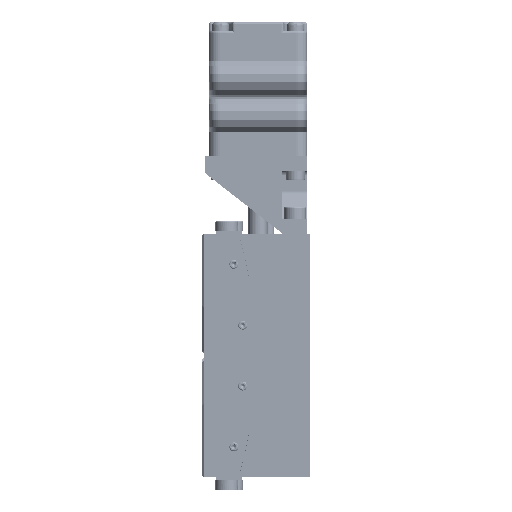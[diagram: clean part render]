
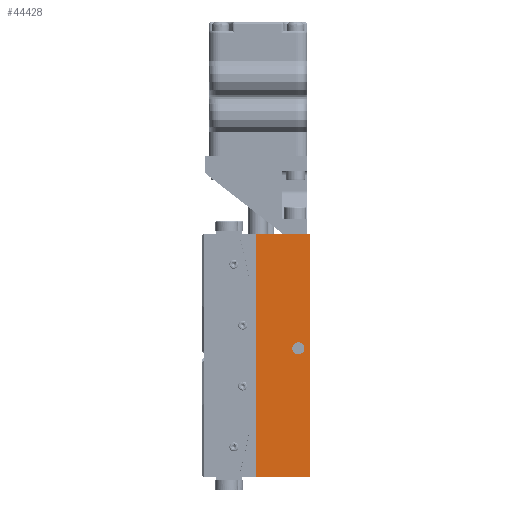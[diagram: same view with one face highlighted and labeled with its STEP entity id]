
A CAD part, left-side view. The second image highlights one B-rep face of the part: STEP entity #44428.
In plain terms, the highlighted planar face has unit normal (-1, 0, 0).
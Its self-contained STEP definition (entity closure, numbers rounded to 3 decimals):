
#2134 = AXIS2_PLACEMENT_3D ( 'NONE', #36394, #68477, #3278 ) ;
#2566 = DIRECTION ( 'NONE',  ( 0., -1., 0. ) ) ;
#3278 = DIRECTION ( 'NONE',  ( 0., 0., -1. ) ) ;
#3452 = DIRECTION ( 'NONE',  ( 0., -1., 0. ) ) ;
#4306 = FACE_OUTER_BOUND ( 'NONE', #8933, .T. ) ;
#5075 = DIRECTION ( 'NONE',  ( 0., 0., -1. ) ) ;
#7140 = CARTESIAN_POINT ( 'NONE',  ( 0., 11., 50. ) ) ;
#8416 = VERTEX_POINT ( 'NONE', #7140 ) ;
#8933 = EDGE_LOOP ( 'NONE', ( #70257, #53282, #69380, #57539 ) ) ;
#10457 = VERTEX_POINT ( 'NONE', #86422 ) ;
#10812 = CARTESIAN_POINT ( 'NONE',  ( 0., 11., 50. ) ) ;
#11363 = DIRECTION ( 'NONE',  ( 0., 0., -1. ) ) ;
#13245 = VECTOR ( 'NONE', #2566, 1000. ) ;
#17513 = DIRECTION ( 'NONE',  ( -1., 0., 0. ) ) ;
#19145 = VECTOR ( 'NONE', #11363, 1000. ) ;
#19606 = DIRECTION ( 'NONE',  ( 0., 0., 1. ) ) ;
#21087 = EDGE_CURVE ( 'NONE', #76338, #10457, #44031, .T. ) ;
#24104 = VECTOR ( 'NONE', #5075, 1000. ) ;
#27645 = CARTESIAN_POINT ( 'NONE',  ( 0., 2.3, 26.5 ) ) ;
#31739 = LINE ( 'NONE', #77131, #24104 ) ;
#35350 = FACE_BOUND ( 'NONE', #85445, .T. ) ;
#36394 = CARTESIAN_POINT ( 'NONE',  ( 0., 11., 50. ) ) ;
#36766 = EDGE_CURVE ( 'NONE', #8416, #66805, #75521, .T. ) ;
#37541 = AXIS2_PLACEMENT_3D ( 'NONE', #27645, #52352, #82827 ) ;
#37845 = ORIENTED_EDGE ( 'NONE', *, *, #56863, .F. ) ;
#40938 = CIRCLE ( 'NONE', #37541, 1.25 ) ;
#42553 = CARTESIAN_POINT ( 'NONE',  ( 0., 11., 0. ) ) ;
#44031 = CIRCLE ( 'NONE', #67519, 1.25 ) ;
#44428 = ADVANCED_FACE ( 'NONE', ( #35350, #4306 ), #101001, .F. ) ;
#44497 = CARTESIAN_POINT ( 'NONE',  ( 0., 11., 50. ) ) ;
#46060 = EDGE_CURVE ( 'NONE', #56454, #60429, #31739, .T. ) ;
#52352 = DIRECTION ( 'NONE',  ( -1., 0., 0. ) ) ;
#53282 = ORIENTED_EDGE ( 'NONE', *, *, #46060, .F. ) ;
#53575 = CARTESIAN_POINT ( 'NONE',  ( 0., 2.3, 25.25 ) ) ;
#56454 = VERTEX_POINT ( 'NONE', #94414 ) ;
#56863 = EDGE_CURVE ( 'NONE', #10457, #76338, #40938, .T. ) ;
#57539 = ORIENTED_EDGE ( 'NONE', *, *, #36766, .T. ) ;
#58334 = LINE ( 'NONE', #42553, #13245 ) ;
#58605 = ORIENTED_EDGE ( 'NONE', *, *, #21087, .F. ) ;
#60429 = VERTEX_POINT ( 'NONE', #78753 ) ;
#66805 = VERTEX_POINT ( 'NONE', #82172 ) ;
#66959 = CARTESIAN_POINT ( 'NONE',  ( 0., 2.3, 26.5 ) ) ;
#67519 = AXIS2_PLACEMENT_3D ( 'NONE', #66959, #17513, #19606 ) ;
#68477 = DIRECTION ( 'NONE',  ( 1., 0., 0. ) ) ;
#69380 = ORIENTED_EDGE ( 'NONE', *, *, #87599, .F. ) ;
#70257 = ORIENTED_EDGE ( 'NONE', *, *, #86764, .T. ) ;
#75521 = LINE ( 'NONE', #44497, #19145 ) ;
#76338 = VERTEX_POINT ( 'NONE', #53575 ) ;
#77131 = CARTESIAN_POINT ( 'NONE',  ( 0., 0., 50. ) ) ;
#78753 = CARTESIAN_POINT ( 'NONE',  ( 0., 0., 0. ) ) ;
#82172 = CARTESIAN_POINT ( 'NONE',  ( 0., 11., 0. ) ) ;
#82827 = DIRECTION ( 'NONE',  ( 0., 0., 1. ) ) ;
#85445 = EDGE_LOOP ( 'NONE', ( #37845, #58605 ) ) ;
#86422 = CARTESIAN_POINT ( 'NONE',  ( 0., 2.3, 27.75 ) ) ;
#86764 = EDGE_CURVE ( 'NONE', #66805, #60429, #58334, .T. ) ;
#87599 = EDGE_CURVE ( 'NONE', #8416, #56454, #90696, .T. ) ;
#90696 = LINE ( 'NONE', #10812, #95591 ) ;
#94414 = CARTESIAN_POINT ( 'NONE',  ( 0., 0., 50. ) ) ;
#95591 = VECTOR ( 'NONE', #3452, 1000. ) ;
#101001 = PLANE ( 'NONE',  #2134 ) ;
